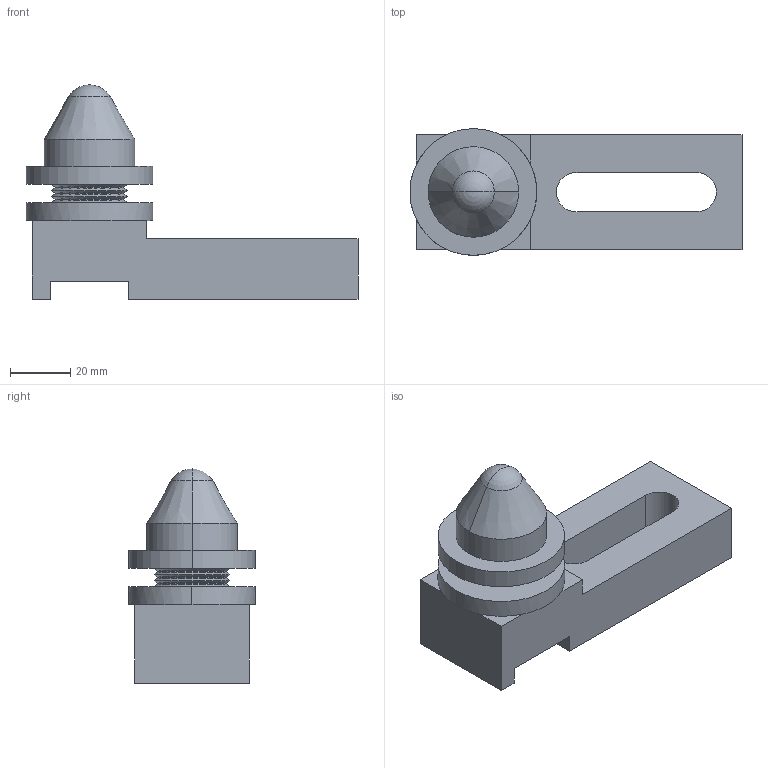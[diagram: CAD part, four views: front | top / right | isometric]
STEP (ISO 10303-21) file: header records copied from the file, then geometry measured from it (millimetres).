
FILE_DESCRIPTION(('STEP AP214'),'1');
FILE_NAME(' ',' ',('TraceParts'),('TraceParts S.A.'),'XStep 1.0',' ',' ');
FILE_SCHEMA(('automotive_design'));
Length unit declared in the file: millimetre
Products named in the file (2): 1; 2
Bounding box: 110 x 42 x 71 mm (x, y, z)
Volume: 102432.7 mm3; surface area: 27715.2 mm2
Topology: 2 solids, 2 shells, 262 faces, 536 edges, 279 vertices
Faces by surface type: cone 90, torus 88, cylinder 56, plane 26, sphere 2
Entity records: 12966 total; most frequent: DIRECTION 1406, STYLED_ITEM 1077, PRESENTATION_STYLE_ASSIGNMENT 1077, CARTESIAN_POINT 1077, COLOUR_RGB 1077, ORIENTED_EDGE 1068, AXIS2_PLACEMENT_3D 608, EDGE_CURVE 534
